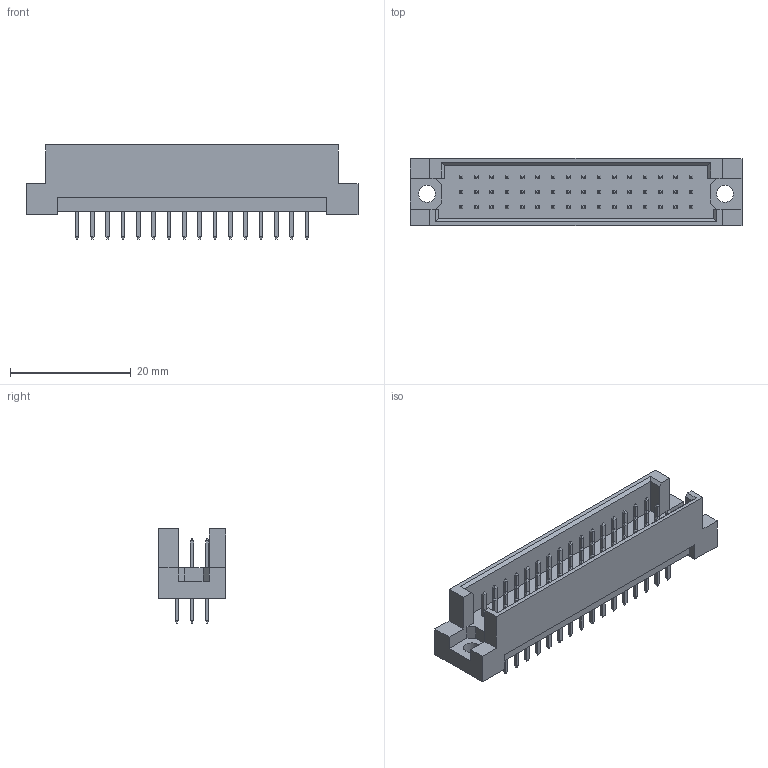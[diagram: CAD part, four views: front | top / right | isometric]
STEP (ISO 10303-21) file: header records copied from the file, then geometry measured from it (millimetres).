
FILE_DESCRIPTION (( 'STEP AP203' ), '1' );
FILE_NAME ('493-148-321-311.STEP', '2019-11-11T21:16:01', ( '' ), ( '' ), 'SwSTEP 2.0', 'SolidWorks 2020', '' );
FILE_SCHEMA (( 'CONFIG_CONTROL_DESIGN' ));
Length unit declared in the file: millimetre
Products named in the file (3): 493-148-321-311; 493-290_21; 493 Part_48
Assembly tree (49 placements, depth 2):
  493-148-321-311
    493 Part_48
    493-290_21  x48
Bounding box: 55 x 11.1 x 15.6 mm (x, y, z)
Volume: 3468.2 mm3; surface area: 5215.9 mm2
Topology: 49 solids, 49 shells, 916 faces, 2066 edges, 1248 vertices
Faces by surface type: plane 912, cylinder 4
Entity records: 10335 total; most frequent: CARTESIAN_POINT 1556, ORIENTED_EDGE 1500, DIRECTION 1378, EDGE_CURVE 750, LINE 742, VECTOR 742, VERTEX_POINT 496, EDGE_LOOP 358
